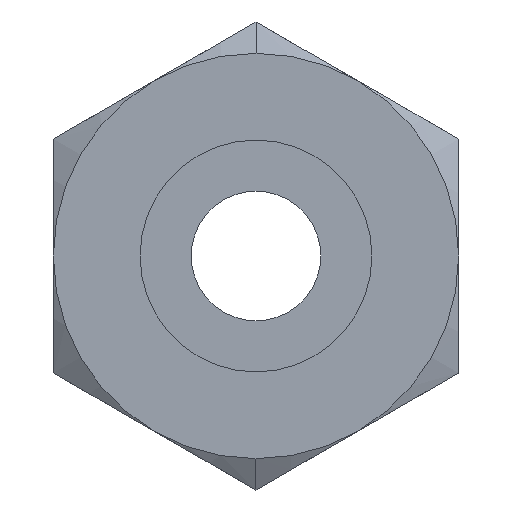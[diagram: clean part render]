
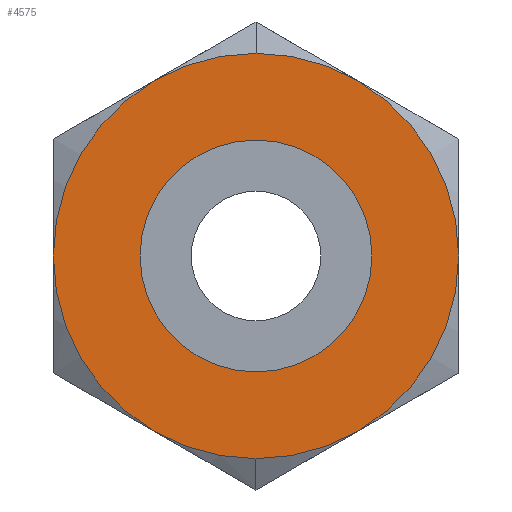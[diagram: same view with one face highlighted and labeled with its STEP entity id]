
A CAD part, left-side view. The second image highlights one B-rep face of the part: STEP entity #4575.
In plain terms, the highlighted planar face has unit normal (-1, 0, 0).
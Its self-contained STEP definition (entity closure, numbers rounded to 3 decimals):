
#348 = CARTESIAN_POINT ( 'NONE',  ( 0., 0., 0. ) ) ;
#353 = VERTEX_POINT ( 'NONE', #5396 ) ;
#620 = AXIS2_PLACEMENT_3D ( 'NONE', #4727, #1827, #4181 ) ;
#663 = ORIENTED_EDGE ( 'NONE', *, *, #3429, .F. ) ;
#753 = VERTEX_POINT ( 'NONE', #2331 ) ;
#974 = DIRECTION ( 'NONE',  ( 0., 0., 1. ) ) ;
#1014 = DIRECTION ( 'NONE',  ( 1., 0., 0. ) ) ;
#1114 = CIRCLE ( 'NONE', #5508, 6.35 ) ;
#1374 = DIRECTION ( 'NONE',  ( 0., 0., -1. ) ) ;
#1571 = VERTEX_POINT ( 'NONE', #2079 ) ;
#1617 = ORIENTED_EDGE ( 'NONE', *, *, #7151, .T. ) ;
#1772 = ORIENTED_EDGE ( 'NONE', *, *, #3806, .F. ) ;
#1827 = DIRECTION ( 'NONE',  ( 1., 0., 0. ) ) ;
#2079 = CARTESIAN_POINT ( 'NONE',  ( 0., 0., -11.1 ) ) ;
#2331 = CARTESIAN_POINT ( 'NONE',  ( 0., 0., 6.35 ) ) ;
#2502 = CARTESIAN_POINT ( 'NONE',  ( 0., 0., 0. ) ) ;
#2705 = DIRECTION ( 'NONE',  ( 0., 0., 1. ) ) ;
#2839 = DIRECTION ( 'NONE',  ( -1., 0., 0. ) ) ;
#3169 = AXIS2_PLACEMENT_3D ( 'NONE', #5699, #4397, #2705 ) ;
#3300 = CIRCLE ( 'NONE', #3169, 11.1 ) ;
#3356 = FACE_BOUND ( 'NONE', #6917, .T. ) ;
#3380 = AXIS2_PLACEMENT_3D ( 'NONE', #2502, #6159, #1374 ) ;
#3429 = EDGE_CURVE ( 'NONE', #353, #1571, #3300, .T. ) ;
#3760 = CARTESIAN_POINT ( 'NONE',  ( 0., 0., -6.35 ) ) ;
#3806 = EDGE_CURVE ( 'NONE', #1571, #353, #4505, .T. ) ;
#3919 = AXIS2_PLACEMENT_3D ( 'NONE', #5208, #2839, #7583 ) ;
#4181 = DIRECTION ( 'NONE',  ( 0., 0., -1. ) ) ;
#4284 = ORIENTED_EDGE ( 'NONE', *, *, #7346, .T. ) ;
#4397 = DIRECTION ( 'NONE',  ( 1., 0., 0. ) ) ;
#4505 = CIRCLE ( 'NONE', #3380, 11.1 ) ;
#4575 = ADVANCED_FACE ( 'NONE', ( #3356, #5830 ), #5130, .T. ) ;
#4727 = CARTESIAN_POINT ( 'NONE',  ( 0., 0., 0. ) ) ;
#5130 = PLANE ( 'NONE',  #3919 ) ;
#5208 = CARTESIAN_POINT ( 'NONE',  ( 0., 0., 5.55 ) ) ;
#5396 = CARTESIAN_POINT ( 'NONE',  ( 0., 0., 11.1 ) ) ;
#5508 = AXIS2_PLACEMENT_3D ( 'NONE', #348, #1014, #974 ) ;
#5699 = CARTESIAN_POINT ( 'NONE',  ( 0., 0., 0. ) ) ;
#5764 = CIRCLE ( 'NONE', #620, 6.35 ) ;
#5830 = FACE_OUTER_BOUND ( 'NONE', #5955, .T. ) ;
#5955 = EDGE_LOOP ( 'NONE', ( #663, #1772 ) ) ;
#6159 = DIRECTION ( 'NONE',  ( 1., 0., 0. ) ) ;
#6917 = EDGE_LOOP ( 'NONE', ( #4284, #1617 ) ) ;
#7096 = VERTEX_POINT ( 'NONE', #3760 ) ;
#7151 = EDGE_CURVE ( 'NONE', #753, #7096, #1114, .T. ) ;
#7346 = EDGE_CURVE ( 'NONE', #7096, #753, #5764, .T. ) ;
#7583 = DIRECTION ( 'NONE',  ( 0., 0., 1. ) ) ;
